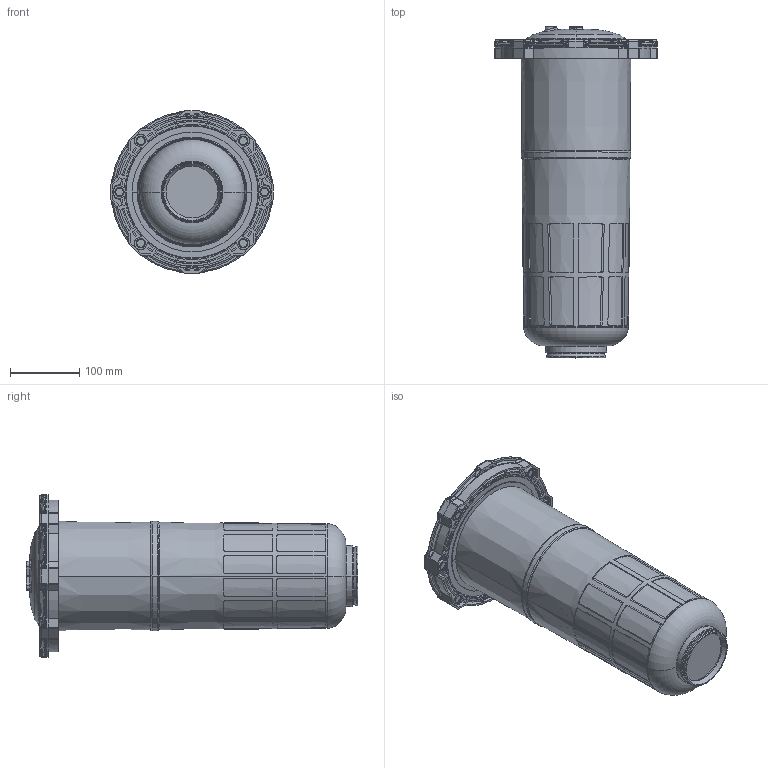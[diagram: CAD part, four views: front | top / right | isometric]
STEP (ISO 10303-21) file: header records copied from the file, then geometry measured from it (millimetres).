
FILE_DESCRIPTION((''),'2;1');
FILE_NAME('1000286955','2025-06-24T15:33:16',('g.topp'),(''),'CREO PARAMETRIC BY PTC INC, 2024344','CREO PARAMETRIC BY PTC INC, 2024344','');
FILE_SCHEMA(('AUTOMOTIVE_DESIGN { 1 0 10303 214 1 1 1 1 }'));
Length unit declared in the file: millimetre
Products named in the file (1): 1000286955
Bounding box: 235.26 x 480.7 x 235 mm (x, y, z)
Volume: 8962055.7 mm3; surface area: 362696.7 mm2
Topology: 1 solids, 34 shells, 1787 faces, 4187 edges, 2555 vertices
Faces by surface type: plane 521, bspline 453, cone 319, cylinder 273, torus 157, sphere 64
Entity records: 92550 total; most frequent: CARTESIAN_POINT 43530, ORIENTED_EDGE 8374, DIRECTION 6410, PRESENTATION_STYLE_ASSIGNMENT 4188, STYLED_ITEM 4188, CURVE_STYLE 4187, EDGE_CURVE 4187, AXIS2_PLACEMENT_3D 2705
